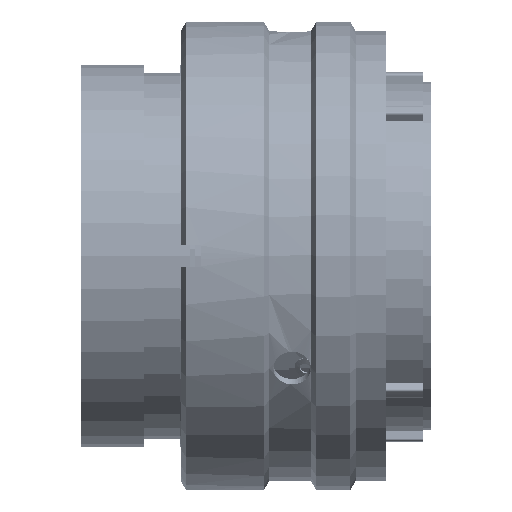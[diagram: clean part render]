
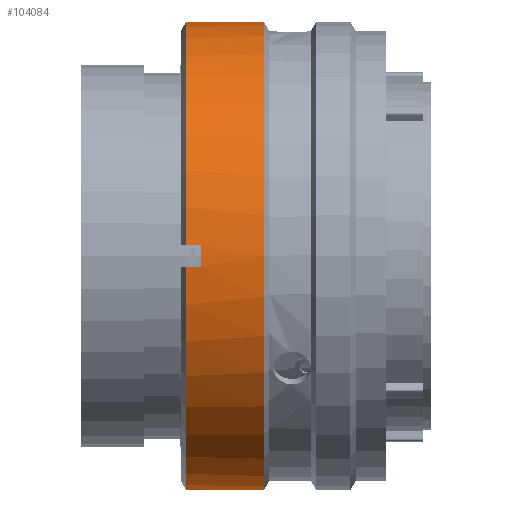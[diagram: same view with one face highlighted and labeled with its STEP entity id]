
A CAD part, front view. The second image highlights one B-rep face of the part: STEP entity #104084.
In plain terms, the highlighted cylindrical face has radius 22.25 mm (diameter 44.5 mm), a partial arc.
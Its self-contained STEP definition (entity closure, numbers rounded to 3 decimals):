
#1236 = CARTESIAN_POINT ( 'NONE',  ( 11.42, -22.228, 1. ) ) ;
#4808 = CARTESIAN_POINT ( 'NONE',  ( 11.42, 0., 0. ) ) ;
#13634 = ORIENTED_EDGE ( 'NONE', *, *, #268261, .F. ) ;
#16223 = EDGE_CURVE ( 'NONE', #269542, #166658, #120542, .T. ) ;
#16243 = LINE ( 'NONE', #144605, #43612 ) ;
#19219 = CARTESIAN_POINT ( 'NONE',  ( 29.07, 0., 0. ) ) ;
#23564 = ORIENTED_EDGE ( 'NONE', *, *, #143003, .T. ) ;
#24605 = DIRECTION ( 'NONE',  ( 1., 0., 0. ) ) ;
#25021 = VERTEX_POINT ( 'NONE', #224104 ) ;
#25170 = VERTEX_POINT ( 'NONE', #43385 ) ;
#27689 = VERTEX_POINT ( 'NONE', #202961 ) ;
#28765 = CIRCLE ( 'NONE', #109770, 22.25 ) ;
#31702 = ORIENTED_EDGE ( 'NONE', *, *, #84759, .F. ) ;
#37816 = ORIENTED_EDGE ( 'NONE', *, *, #63011, .T. ) ;
#39931 = CARTESIAN_POINT ( 'NONE',  ( 10.02, -1., -22.228 ) ) ;
#43385 = CARTESIAN_POINT ( 'NONE',  ( 11.42, -22.228, -1. ) ) ;
#43612 = VECTOR ( 'NONE', #230676, 1000. ) ;
#45623 = LINE ( 'NONE', #261475, #214351 ) ;
#56888 = CARTESIAN_POINT ( 'NONE',  ( 17.44, 0., -22.25 ) ) ;
#60448 = CARTESIAN_POINT ( 'NONE',  ( 10.02, -1., 22.228 ) ) ;
#62176 = VERTEX_POINT ( 'NONE', #209482 ) ;
#63011 = EDGE_CURVE ( 'NONE', #25021, #179684, #28765, .T. ) ;
#65718 = VERTEX_POINT ( 'NONE', #60448 ) ;
#65756 = CYLINDRICAL_SURFACE ( 'NONE', #261834, 22.25 ) ;
#71342 = LINE ( 'NONE', #222191, #92455 ) ;
#72915 = CARTESIAN_POINT ( 'NONE',  ( 11.42, 0., -22.25 ) ) ;
#73007 = DIRECTION ( 'NONE',  ( 1., 0., 0. ) ) ;
#73328 = AXIS2_PLACEMENT_3D ( 'NONE', #254722, #236298, #133500 ) ;
#76396 = ORIENTED_EDGE ( 'NONE', *, *, #196791, .T. ) ;
#82342 = CIRCLE ( 'NONE', #73328, 22.25 ) ;
#84759 = EDGE_CURVE ( 'NONE', #62176, #166658, #149511, .T. ) ;
#87405 = VERTEX_POINT ( 'NONE', #1236 ) ;
#90789 = DIRECTION ( 'NONE',  ( 1., 0., 0. ) ) ;
#92455 = VECTOR ( 'NONE', #200960, 1000. ) ;
#94696 = AXIS2_PLACEMENT_3D ( 'NONE', #146836, #276687, #122849 ) ;
#97162 = CARTESIAN_POINT ( 'NONE',  ( 11.42, 0., 22.25 ) ) ;
#100151 = VECTOR ( 'NONE', #162983, 1000. ) ;
#104084 = ADVANCED_FACE ( 'NONE', ( #126329 ), #65756, .T. ) ;
#104721 = ORIENTED_EDGE ( 'NONE', *, *, #167612, .T. ) ;
#105216 = DIRECTION ( 'NONE',  ( 0., 0., -1. ) ) ;
#109770 = AXIS2_PLACEMENT_3D ( 'NONE', #221610, #112928, #139682 ) ;
#111284 = EDGE_CURVE ( 'NONE', #87405, #25170, #225198, .T. ) ;
#112928 = DIRECTION ( 'NONE',  ( 1., 0., 0. ) ) ;
#113509 = AXIS2_PLACEMENT_3D ( 'NONE', #131669, #24605, #196641 ) ;
#118556 = VERTEX_POINT ( 'NONE', #261308 ) ;
#120542 = LINE ( 'NONE', #267527, #100151 ) ;
#122651 = CARTESIAN_POINT ( 'NONE',  ( 29.07, 0., 22.25 ) ) ;
#122849 = DIRECTION ( 'NONE',  ( 0., 0., 1. ) ) ;
#123647 = EDGE_CURVE ( 'NONE', #118556, #87405, #71342, .T. ) ;
#126329 = FACE_OUTER_BOUND ( 'NONE', #231405, .T. ) ;
#128242 = VECTOR ( 'NONE', #130224, 1000. ) ;
#129427 = ORIENTED_EDGE ( 'NONE', *, *, #239984, .T. ) ;
#130224 = DIRECTION ( 'NONE',  ( 1., 0., 0. ) ) ;
#131532 = DIRECTION ( 'NONE',  ( -1., 0., 0. ) ) ;
#131669 = CARTESIAN_POINT ( 'NONE',  ( 17.44, 0., 0. ) ) ;
#133500 = DIRECTION ( 'NONE',  ( 0., 0., 1. ) ) ;
#133666 = VECTOR ( 'NONE', #253928, 1000. ) ;
#139682 = DIRECTION ( 'NONE',  ( 0., 0., -1. ) ) ;
#140118 = ORIENTED_EDGE ( 'NONE', *, *, #123647, .T. ) ;
#141923 = VERTEX_POINT ( 'NONE', #97162 ) ;
#143003 = EDGE_CURVE ( 'NONE', #65718, #118556, #171584, .T. ) ;
#144605 = CARTESIAN_POINT ( 'NONE',  ( 29.07, -22.228, -1. ) ) ;
#146836 = CARTESIAN_POINT ( 'NONE',  ( 11.42, 0., 0. ) ) ;
#149511 = CIRCLE ( 'NONE', #113509, 22.25 ) ;
#151676 = DIRECTION ( 'NONE',  ( 1., 0., 0. ) ) ;
#153374 = DIRECTION ( 'NONE',  ( 0., 0., -1. ) ) ;
#154263 = CARTESIAN_POINT ( 'NONE',  ( 29.07, -1., -22.228 ) ) ;
#162983 = DIRECTION ( 'NONE',  ( 1., 0., 0. ) ) ;
#166658 = VERTEX_POINT ( 'NONE', #56888 ) ;
#167612 = EDGE_CURVE ( 'NONE', #174570, #269542, #246105, .T. ) ;
#171584 = CIRCLE ( 'NONE', #176068, 22.25 ) ;
#172671 = LINE ( 'NONE', #154263, #128242 ) ;
#174570 = VERTEX_POINT ( 'NONE', #188330 ) ;
#176068 = AXIS2_PLACEMENT_3D ( 'NONE', #255141, #73007, #153374 ) ;
#179684 = VERTEX_POINT ( 'NONE', #39931 ) ;
#188053 = ORIENTED_EDGE ( 'NONE', *, *, #111284, .T. ) ;
#188330 = CARTESIAN_POINT ( 'NONE',  ( 11.42, -1., -22.228 ) ) ;
#191529 = ORIENTED_EDGE ( 'NONE', *, *, #210478, .T. ) ;
#196641 = DIRECTION ( 'NONE',  ( 0., 0., -1. ) ) ;
#196791 = EDGE_CURVE ( 'NONE', #25170, #25021, #16243, .T. ) ;
#199332 = DIRECTION ( 'NONE',  ( 0., 0., 1. ) ) ;
#200960 = DIRECTION ( 'NONE',  ( 1., 0., 0. ) ) ;
#202839 = ORIENTED_EDGE ( 'NONE', *, *, #16223, .T. ) ;
#202961 = CARTESIAN_POINT ( 'NONE',  ( 11.42, -1., 22.228 ) ) ;
#209482 = CARTESIAN_POINT ( 'NONE',  ( 17.44, 0., 22.25 ) ) ;
#210478 = EDGE_CURVE ( 'NONE', #141923, #27689, #82342, .T. ) ;
#214351 = VECTOR ( 'NONE', #131532, 1000. ) ;
#214587 = AXIS2_PLACEMENT_3D ( 'NONE', #4808, #90789, #199332 ) ;
#221610 = CARTESIAN_POINT ( 'NONE',  ( 10.02, 0., 0. ) ) ;
#222191 = CARTESIAN_POINT ( 'NONE',  ( 29.07, -22.228, 1. ) ) ;
#222546 = EDGE_CURVE ( 'NONE', #27689, #65718, #45623, .T. ) ;
#224104 = CARTESIAN_POINT ( 'NONE',  ( 10.02, -22.228, -1. ) ) ;
#225198 = CIRCLE ( 'NONE', #94696, 22.25 ) ;
#230676 = DIRECTION ( 'NONE',  ( -1., 0., 0. ) ) ;
#231405 = EDGE_LOOP ( 'NONE', ( #13634, #191529, #241184, #23564, #140118, #188053, #76396, #37816, #129427, #104721, #202839, #31702 ) ) ;
#236298 = DIRECTION ( 'NONE',  ( 1., 0., 0. ) ) ;
#239984 = EDGE_CURVE ( 'NONE', #179684, #174570, #172671, .T. ) ;
#241184 = ORIENTED_EDGE ( 'NONE', *, *, #222546, .T. ) ;
#246105 = CIRCLE ( 'NONE', #214587, 22.25 ) ;
#253928 = DIRECTION ( 'NONE',  ( 1., 0., 0. ) ) ;
#254722 = CARTESIAN_POINT ( 'NONE',  ( 11.42, 0., 0. ) ) ;
#255141 = CARTESIAN_POINT ( 'NONE',  ( 10.02, 0., 0. ) ) ;
#261308 = CARTESIAN_POINT ( 'NONE',  ( 10.02, -22.228, 1. ) ) ;
#261475 = CARTESIAN_POINT ( 'NONE',  ( 29.07, -1., 22.228 ) ) ;
#261834 = AXIS2_PLACEMENT_3D ( 'NONE', #19219, #151676, #105216 ) ;
#267527 = CARTESIAN_POINT ( 'NONE',  ( 29.07, 0., -22.25 ) ) ;
#268261 = EDGE_CURVE ( 'NONE', #141923, #62176, #273752, .T. ) ;
#269542 = VERTEX_POINT ( 'NONE', #72915 ) ;
#273752 = LINE ( 'NONE', #122651, #133666 ) ;
#276687 = DIRECTION ( 'NONE',  ( 1., 0., 0. ) ) ;
